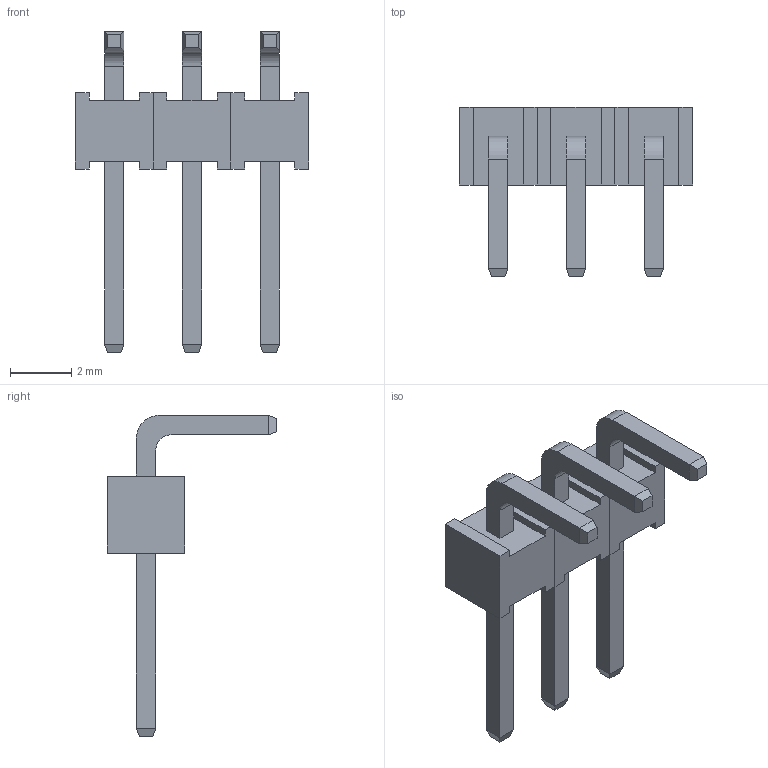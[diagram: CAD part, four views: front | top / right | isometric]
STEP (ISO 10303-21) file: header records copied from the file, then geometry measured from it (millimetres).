
FILE_DESCRIPTION (( 'STEP AP214' ), '1' );
FILE_NAME ('Right angle pin header_03.STEP', '2025-07-17T22:01:18', ( '' ), ( '' ), 'SwSTEP 2.0', 'SolidWorks 2020', '' );
FILE_SCHEMA (( 'AUTOMOTIVE_DESIGN' ));
Length unit declared in the file: millimetre
Products named in the file (1): Right angle pin header_03
Bounding box: 7.62 x 5.54 x 10.5 mm (x, y, z)
Volume: 56.9 mm3; surface area: 209.4 mm2
Topology: 3 solids, 3 shells, 108 faces, 264 edges, 168 vertices
Faces by surface type: plane 102, cylinder 6
Entity records: 4328 total; most frequent: CARTESIAN_POINT 541, ORIENTED_EDGE 528, DIRECTION 494, EDGE_CURVE 264, VECTOR 252, LINE 252, VERTEX_POINT 168, AXIS2_PLACEMENT_3D 121
